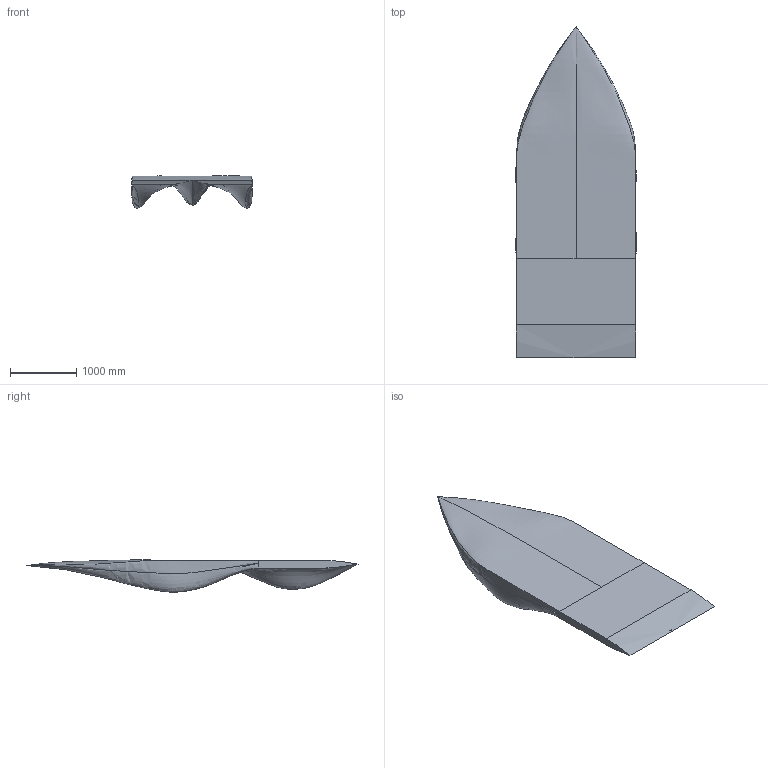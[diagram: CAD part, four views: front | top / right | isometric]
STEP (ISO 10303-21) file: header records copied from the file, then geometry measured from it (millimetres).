
FILE_DESCRIPTION(/* description */ ('','CAx-IF Rec.Pracs.---Representation and Presentation of Product Manufacturing Information (PMI)---4.0---2014-10-13'),/* implementation_level */ '2;1');
FILE_NAME(/* name */ 'fishtail cadamaran v20.step',/* time_stamp */ '2024-12-14T20:39:30-08:00',/* author */ (''),/* organization */ (''),/* preprocessor_version */ 'ST-DEVELOPER v20',/* originating_system */ 'Autodesk Translation Framework v13.20.0.188',/* authorisation */ '');
FILE_SCHEMA (('AP242_MANAGED_MODEL_BASED_3D_ENGINEERING_MIM_LF { 1 0 10303 442 1 1 4 }'));
Length unit declared in the file: metre
Products named in the file (1): Configuration 2
Bounding box: 1812.51 x 5000 x 487.54 mm (x, y, z)
Volume: 1282980227.4 mm3; surface area: 18135766.1 mm2
Topology: 1 solids, 1 shells, 20 faces, 72 edges, 35 vertices
Faces by surface type: bspline 15, plane 5
Entity records: 9172 total; most frequent: CARTESIAN_POINT 8731, ORIENTED_EDGE 116, EDGE_CURVE 58, VERTEX_POINT 35, DIRECTION 33, B_SPLINE_CURVE_WITH_KNOTS 32, EDGE_LOOP 22, LINE 21
